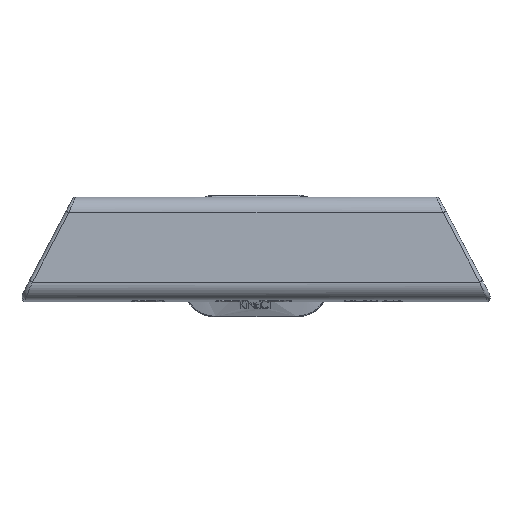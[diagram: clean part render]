
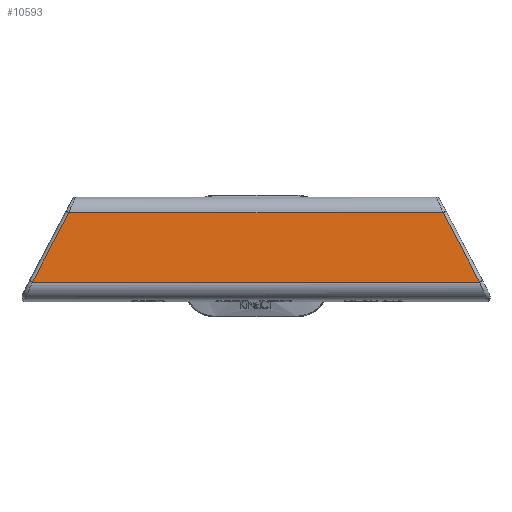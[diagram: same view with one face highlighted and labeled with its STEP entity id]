
A CAD part, top view. The second image highlights one B-rep face of the part: STEP entity #10593.
In plain terms, the highlighted face is planar.
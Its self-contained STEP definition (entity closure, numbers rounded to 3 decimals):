
#284 = CARTESIAN_POINT ( 'NONE',  ( -111.736, 19., -51.5 ) ) ;
#1005 = CARTESIAN_POINT ( 'NONE',  ( 141., 19., -10. ) ) ;
#2334 = EDGE_CURVE ( 'NONE', #12196, #11994, #7219, .T. ) ;
#2606 = ORIENTED_EDGE ( 'NONE', *, *, #13834, .T. ) ;
#3134 = VECTOR ( 'NONE', #10329, 1000. ) ;
#3606 = DIRECTION ( 'NONE',  ( 1., 0., 0. ) ) ;
#3871 = FACE_OUTER_BOUND ( 'NONE', #5637, .T. ) ;
#4145 = CARTESIAN_POINT ( 'NONE',  ( 133.498, 19., -10. ) ) ;
#4634 = CARTESIAN_POINT ( 'NONE',  ( -133.985, 19., -9.071 ) ) ;
#5503 = ORIENTED_EDGE ( 'NONE', *, *, #19261, .T. ) ;
#5637 = EDGE_LOOP ( 'NONE', ( #2606, #13580, #12210, #5503 ) ) ;
#5850 = AXIS2_PLACEMENT_3D ( 'NONE', #8998, #18595, #20047 ) ;
#6712 = VECTOR ( 'NONE', #3606, 1000. ) ;
#7219 = LINE ( 'NONE', #16730, #14875 ) ;
#8998 = CARTESIAN_POINT ( 'NONE',  ( -141., 19., -61.5 ) ) ;
#9100 = CARTESIAN_POINT ( 'NONE',  ( -133.498, 19., -10. ) ) ;
#10095 = VERTEX_POINT ( 'NONE', #9100 ) ;
#10329 = DIRECTION ( 'NONE',  ( -0.464, 0., -0.886 ) ) ;
#10593 = ADVANCED_FACE ( 'NONE', ( #3871 ), #18479, .T. ) ;
#10932 = LINE ( 'NONE', #1005, #6712 ) ;
#11549 = LINE ( 'NONE', #15071, #3134 ) ;
#11994 = VERTEX_POINT ( 'NONE', #284 ) ;
#12035 = DIRECTION ( 'NONE',  ( -1., 0., 0. ) ) ;
#12196 = VERTEX_POINT ( 'NONE', #13171 ) ;
#12210 = ORIENTED_EDGE ( 'NONE', *, *, #2334, .T. ) ;
#13171 = CARTESIAN_POINT ( 'NONE',  ( 111.736, 19., -51.5 ) ) ;
#13580 = ORIENTED_EDGE ( 'NONE', *, *, #17486, .T. ) ;
#13834 = EDGE_CURVE ( 'NONE', #10095, #14096, #10932, .T. ) ;
#14096 = VERTEX_POINT ( 'NONE', #4145 ) ;
#14875 = VECTOR ( 'NONE', #12035, 1000. ) ;
#15071 = CARTESIAN_POINT ( 'NONE',  ( 112.223, 19., -50.571 ) ) ;
#15622 = DIRECTION ( 'NONE',  ( -0.464, 0., 0.886 ) ) ;
#16730 = CARTESIAN_POINT ( 'NONE',  ( -141., 19., -51.5 ) ) ;
#17486 = EDGE_CURVE ( 'NONE', #14096, #12196, #11549, .T. ) ;
#18213 = VECTOR ( 'NONE', #15622, 1000. ) ;
#18479 = PLANE ( 'NONE',  #5850 ) ;
#18595 = DIRECTION ( 'NONE',  ( 0., 1., 0. ) ) ;
#19261 = EDGE_CURVE ( 'NONE', #11994, #10095, #20169, .T. ) ;
#20047 = DIRECTION ( 'NONE',  ( 0., 0., 1. ) ) ;
#20169 = LINE ( 'NONE', #4634, #18213 ) ;
